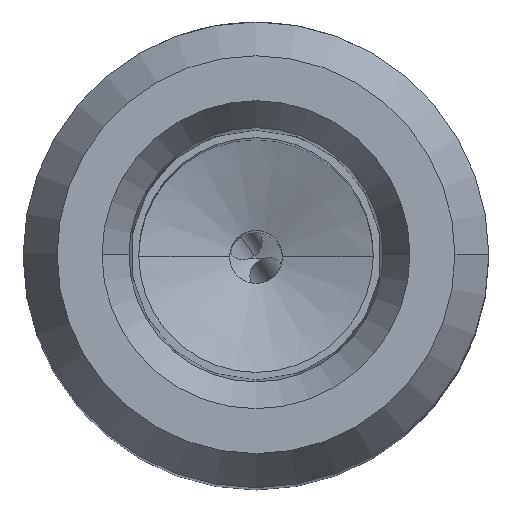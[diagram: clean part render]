
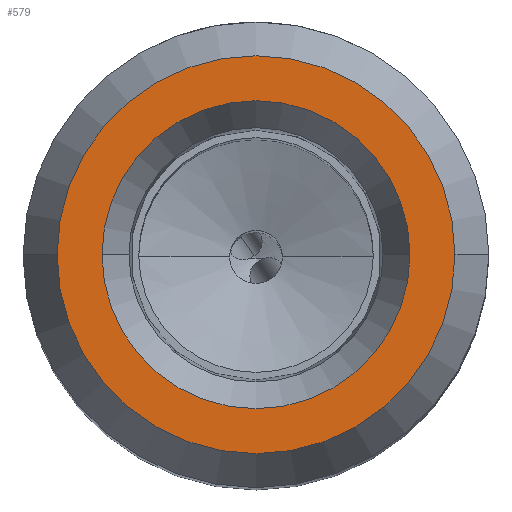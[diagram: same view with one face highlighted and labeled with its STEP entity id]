
A CAD part, top view. The second image highlights one B-rep face of the part: STEP entity #579.
In plain terms, the highlighted planar face has unit normal (0, 0, 1).
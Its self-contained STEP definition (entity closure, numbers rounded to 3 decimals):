
#158=FACE_BOUND('',#995,.T.);
#159=FACE_BOUND('',#996,.T.);
#195=PLANE('',#4011);
#579=ADVANCED_FACE('',(#158,#159),#195,.T.);
#995=EDGE_LOOP('',(#1585,#1586));
#996=EDGE_LOOP('',(#1587,#1588));
#1181=CIRCLE('',#4005,5.25);
#1182=CIRCLE('',#4007,5.25);
#1183=CIRCLE('',#4009,6.783);
#1184=CIRCLE('',#4010,6.783);
#1585=ORIENTED_EDGE('',*,*,#3083,.T.);
#1586=ORIENTED_EDGE('',*,*,#3084,.T.);
#1587=ORIENTED_EDGE('',*,*,#3085,.T.);
#1588=ORIENTED_EDGE('',*,*,#3086,.T.);
#2618=VERTEX_POINT('',#6098);
#2619=VERTEX_POINT('',#6100);
#2620=VERTEX_POINT('',#6106);
#2621=VERTEX_POINT('',#6107);
#3083=EDGE_CURVE('',#2618,#2619,#1181,.T.);
#3084=EDGE_CURVE('',#2619,#2618,#1182,.T.);
#3085=EDGE_CURVE('',#2620,#2621,#1183,.T.);
#3086=EDGE_CURVE('',#2621,#2620,#1184,.T.);
#4005=AXIS2_PLACEMENT_3D('',#6101,#4524,#4525);
#4007=AXIS2_PLACEMENT_3D('',#6103,#4528,#4529);
#4009=AXIS2_PLACEMENT_3D('',#6105,#4532,#4533);
#4010=AXIS2_PLACEMENT_3D('',#6108,#4534,#4535);
#4011=AXIS2_PLACEMENT_3D('',#6109,#4536,#4537);
#4524=DIRECTION('',(0.,0.,-1.));
#4525=DIRECTION('',(-1.,0.,0.));
#4528=DIRECTION('',(0.,0.,-1.));
#4529=DIRECTION('',(1.,0.,0.));
#4532=DIRECTION('',(0.,0.,1.));
#4533=DIRECTION('',(-1.,0.,0.));
#4534=DIRECTION('',(0.,0.,1.));
#4535=DIRECTION('',(1.,0.,0.));
#4536=DIRECTION('',(0.,0.,1.));
#4537=DIRECTION('',(-1.,0.,0.));
#6098=CARTESIAN_POINT('',(-5.25,0.,24.5));
#6100=CARTESIAN_POINT('',(5.25,0.,24.5));
#6101=CARTESIAN_POINT('',(0.,0.,24.5));
#6103=CARTESIAN_POINT('',(0.,0.,24.5));
#6105=CARTESIAN_POINT('',(0.,0.,24.5));
#6106=CARTESIAN_POINT('',(-6.783,0.,24.5));
#6107=CARTESIAN_POINT('',(6.783,0.,24.5));
#6108=CARTESIAN_POINT('',(0.,0.,24.5));
#6109=CARTESIAN_POINT('',(0.,0.,24.5));
